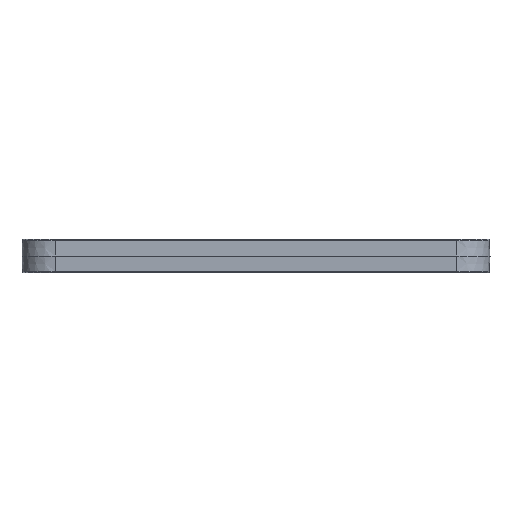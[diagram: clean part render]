
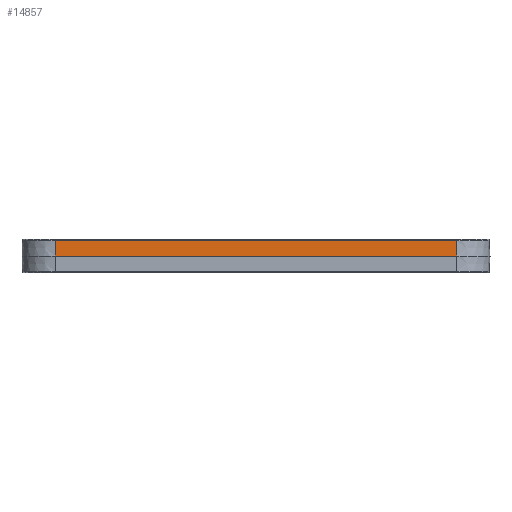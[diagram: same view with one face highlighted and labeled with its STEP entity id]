
A CAD part, left-side view. The second image highlights one B-rep face of the part: STEP entity #14857.
In plain terms, the highlighted planar face has unit normal (-1, 0, 0.018).
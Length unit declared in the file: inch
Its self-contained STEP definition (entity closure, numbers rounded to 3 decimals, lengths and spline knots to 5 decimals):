
#869 = FACE_OUTER_BOUND ( 'NONE', #26445, .T. ) ;
#3200 = LINE ( 'NONE', #60606, #24554 ) ;
#3267 = EDGE_CURVE ( 'NONE', #36037, #16825, #36194, .T. ) ;
#4424 = EDGE_CURVE ( 'NONE', #63782, #69484, #31880, .T. ) ;
#6504 = VECTOR ( 'NONE', #31477, 39.37008 ) ;
#8689 = CARTESIAN_POINT ( 'NONE',  ( 0.00201, 0.25, 0.11517 ) ) ;
#8732 = DIRECTION ( 'NONE',  ( -0.017, 0., -1. ) ) ;
#13514 = CARTESIAN_POINT ( 'NONE',  ( 0., 3.25, 0. ) ) ;
#14857 = ADVANCED_FACE ( 'NONE', ( #869 ), #20705, .T. ) ;
#15038 = CARTESIAN_POINT ( 'NONE',  ( 0., 3.25, 0. ) ) ;
#16825 = VERTEX_POINT ( 'NONE', #66524 ) ;
#19872 = CARTESIAN_POINT ( 'NONE',  ( 0., 0., 0. ) ) ;
#20022 = CARTESIAN_POINT ( 'NONE',  ( 0., 0., 0. ) ) ;
#20705 = PLANE ( 'NONE',  #27355 ) ;
#21333 = EDGE_CURVE ( 'NONE', #36037, #69484, #3200, .T. ) ;
#23992 = VECTOR ( 'NONE', #29861, 39.37008 ) ;
#24554 = VECTOR ( 'NONE', #67359, 39.37008 ) ;
#26445 = EDGE_LOOP ( 'NONE', ( #82179, #48415, #48644, #30882 ) ) ;
#27355 = AXIS2_PLACEMENT_3D ( 'NONE', #19872, #57494, #59131 ) ;
#29861 = DIRECTION ( 'NONE',  ( 0., 1., 0. ) ) ;
#30882 = ORIENTED_EDGE ( 'NONE', *, *, #4424, .T. ) ;
#31477 = DIRECTION ( 'NONE',  ( 0., -1., 0. ) ) ;
#31880 = LINE ( 'NONE', #20022, #6504 ) ;
#35318 = LINE ( 'NONE', #15038, #54768 ) ;
#36037 = VERTEX_POINT ( 'NONE', #8689 ) ;
#36194 = LINE ( 'NONE', #49719, #23992 ) ;
#40143 = CARTESIAN_POINT ( 'NONE',  ( 0., 0.25, 0. ) ) ;
#47868 = EDGE_CURVE ( 'NONE', #16825, #63782, #35318, .T. ) ;
#48415 = ORIENTED_EDGE ( 'NONE', *, *, #3267, .T. ) ;
#48644 = ORIENTED_EDGE ( 'NONE', *, *, #47868, .T. ) ;
#49719 = CARTESIAN_POINT ( 'NONE',  ( 0.00201, 3.25, 0.11517 ) ) ;
#54768 = VECTOR ( 'NONE', #8732, 39.37008 ) ;
#57494 = DIRECTION ( 'NONE',  ( -1., 0., 0.017 ) ) ;
#59131 = DIRECTION ( 'NONE',  ( 0.017, 0., 1. ) ) ;
#60606 = CARTESIAN_POINT ( 'NONE',  ( 0., 0.25, 0. ) ) ;
#63782 = VERTEX_POINT ( 'NONE', #13514 ) ;
#66524 = CARTESIAN_POINT ( 'NONE',  ( 0.00201, 3.25, 0.11517 ) ) ;
#67359 = DIRECTION ( 'NONE',  ( -0.017, 0., -1. ) ) ;
#69484 = VERTEX_POINT ( 'NONE', #40143 ) ;
#82179 = ORIENTED_EDGE ( 'NONE', *, *, #21333, .F. ) ;
